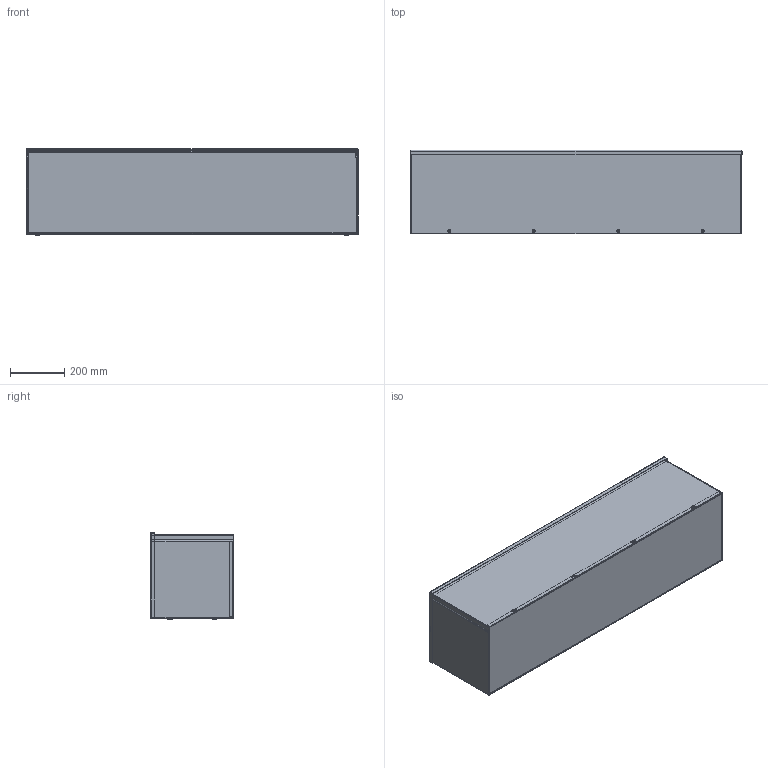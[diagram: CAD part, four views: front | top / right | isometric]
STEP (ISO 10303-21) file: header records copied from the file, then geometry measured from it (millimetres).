
FILE_DESCRIPTION(/* description */ ('RSCG, NK, NEMA 3R, GALV, BLR, 12X12X48'),/* implementation_level */ '2;1');
FILE_NAME(/* name */ 'RSCG121248GNK.stp',/* time_stamp */ '2015-07-13T10:56:40+05:00',/* author */ ('vdas'),/* organization */ (''),/* preprocessor_version */ 'ST-DEVELOPER v15.2',/* originating_system */ 'Autodesk Inventor 2014',/* authorisation */ '');
FILE_SCHEMA (('AUTOMOTIVE_DESIGN { 1 0 10303 214 3 1 1 }'));
Length unit declared in the file: inch
Products named in the file (8): RSCG121248GNKBLR; RSCG1248GNKBTM; RSCG1248GNKCAP; RSCG48GNKSTRAP-14GA; RSCG1248GNKLID; 31813; HFW372196; RSCG121248GNK
Bounding box: 1228.72 x 308.27 x 318.8 mm (x, y, z)
Volume: 3455522.3 mm3; surface area: 3711622.4 mm2
Topology: 13 solids, 13 shells, 632 faces, 1664 edges, 1082 vertices
Faces by surface type: plane 296, cylinder 200, cone 64, torus 40, bspline 32
Full cylindrical faces by diameter (mm): 3.68 x8, 4.826 x64, 6.35 x6, 7.144 x4, 7.925 x4, 10.516 x4
Entity records: 15518 total; most frequent: CARTESIAN_POINT 5877, ORIENTED_EDGE 1876, DIRECTION 1856, EDGE_CURVE 938, AXIS2_PLACEMENT_3D 679, VERTEX_POINT 607, LINE 498, VECTOR 498
